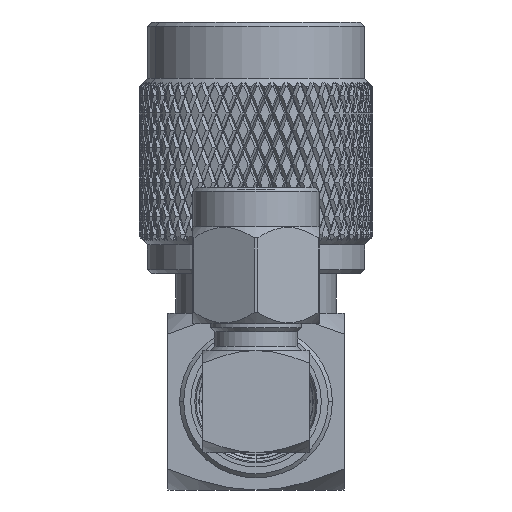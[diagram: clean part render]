
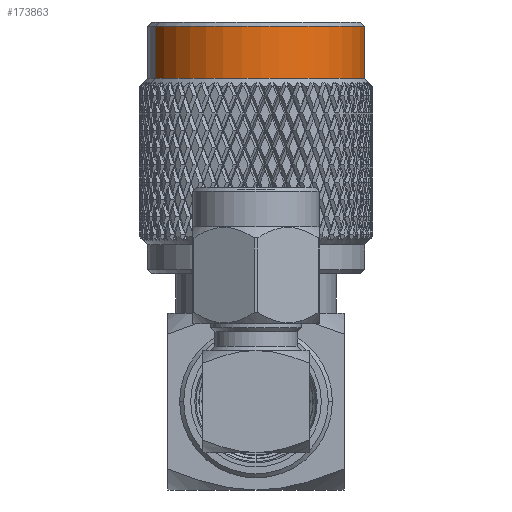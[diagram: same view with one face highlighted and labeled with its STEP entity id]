
A CAD part, left-side view. The second image highlights one B-rep face of the part: STEP entity #173863.
In plain terms, the highlighted cylindrical face has radius 6.756 mm (diameter 13.513 mm), a partial arc.
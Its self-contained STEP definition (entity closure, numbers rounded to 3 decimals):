
#4536 = EDGE_CURVE ( 'NONE', #96677, #88097, #190708, .T. ) ;
#10715 = DIRECTION ( 'NONE',  ( 1., 0., 0. ) ) ;
#13754 = EDGE_CURVE ( 'NONE', #96677, #150799, #17893, .T. ) ;
#15555 = CYLINDRICAL_SURFACE ( 'NONE', #184590, 6.756 ) ;
#17893 = CIRCLE ( 'NONE', #132496, 6.756 ) ;
#18528 = CIRCLE ( 'NONE', #156843, 6.756 ) ;
#18853 = VECTOR ( 'NONE', #33816, 1000. ) ;
#24521 = CARTESIAN_POINT ( 'NONE',  ( 20.095, 2.58, -6.244 ) ) ;
#33816 = DIRECTION ( 'NONE',  ( 1., 0., 0. ) ) ;
#36957 = DIRECTION ( 'NONE',  ( -1., 0., 0. ) ) ;
#52691 = CARTESIAN_POINT ( 'NONE',  ( 8.448, 0., 0. ) ) ;
#54775 = CARTESIAN_POINT ( 'NONE',  ( 20.095, -2.58, 6.244 ) ) ;
#86184 = DIRECTION ( 'NONE',  ( 0., 0.382, -0.924 ) ) ;
#88097 = VERTEX_POINT ( 'NONE', #141023 ) ;
#90165 = VERTEX_POINT ( 'NONE', #155659 ) ;
#96677 = VERTEX_POINT ( 'NONE', #24521 ) ;
#120150 = EDGE_LOOP ( 'NONE', ( #233809, #120317, #182723, #134413 ) ) ;
#120317 = ORIENTED_EDGE ( 'NONE', *, *, #13754, .F. ) ;
#132173 = CARTESIAN_POINT ( 'NONE',  ( 23.346, 0., 0. ) ) ;
#132496 = AXIS2_PLACEMENT_3D ( 'NONE', #165422, #239624, #240842 ) ;
#134413 = ORIENTED_EDGE ( 'NONE', *, *, #159627, .T. ) ;
#141023 = CARTESIAN_POINT ( 'NONE',  ( 23.346, 2.58, -6.244 ) ) ;
#150799 = VERTEX_POINT ( 'NONE', #54775 ) ;
#155659 = CARTESIAN_POINT ( 'NONE',  ( 23.346, -2.58, 6.244 ) ) ;
#156843 = AXIS2_PLACEMENT_3D ( 'NONE', #132173, #36957, #165734 ) ;
#159627 = EDGE_CURVE ( 'NONE', #88097, #90165, #18528, .T. ) ;
#163826 = LINE ( 'NONE', #240471, #18853 ) ;
#165422 = CARTESIAN_POINT ( 'NONE',  ( 20.095, 0., 0. ) ) ;
#165734 = DIRECTION ( 'NONE',  ( 0., -0.382, 0.924 ) ) ;
#172102 = CARTESIAN_POINT ( 'NONE',  ( 8.448, 2.58, -6.244 ) ) ;
#173863 = ADVANCED_FACE ( 'NONE', ( #218638 ), #15555, .T. ) ;
#181475 = EDGE_CURVE ( 'NONE', #150799, #90165, #163826, .T. ) ;
#182723 = ORIENTED_EDGE ( 'NONE', *, *, #4536, .T. ) ;
#184590 = AXIS2_PLACEMENT_3D ( 'NONE', #52691, #10715, #86184 ) ;
#190708 = LINE ( 'NONE', #172102, #219008 ) ;
#200424 = DIRECTION ( 'NONE',  ( 1., 0., 0. ) ) ;
#218638 = FACE_OUTER_BOUND ( 'NONE', #120150, .T. ) ;
#219008 = VECTOR ( 'NONE', #200424, 1000. ) ;
#233809 = ORIENTED_EDGE ( 'NONE', *, *, #181475, .F. ) ;
#239624 = DIRECTION ( 'NONE',  ( -1., 0., 0. ) ) ;
#240471 = CARTESIAN_POINT ( 'NONE',  ( 8.448, -2.58, 6.244 ) ) ;
#240842 = DIRECTION ( 'NONE',  ( 0., -0.382, 0.924 ) ) ;
